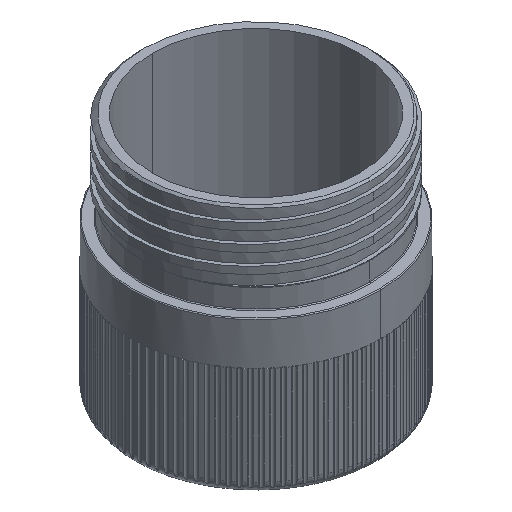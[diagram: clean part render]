
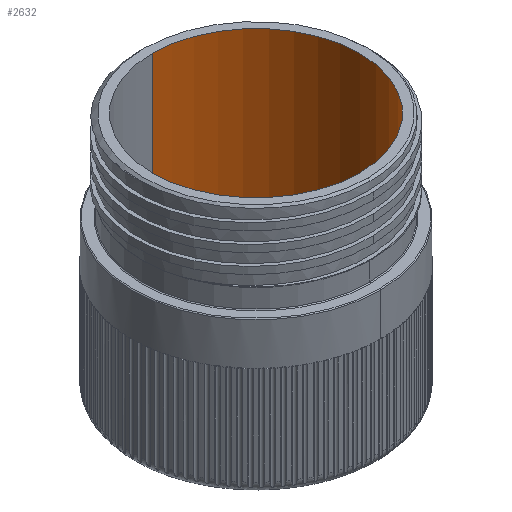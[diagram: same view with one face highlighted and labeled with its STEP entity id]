
A CAD part, isometric view. The second image highlights one B-rep face of the part: STEP entity #2632.
In plain terms, the highlighted cylindrical face has radius 15.85 mm (diameter 31.699 mm), a partial arc.
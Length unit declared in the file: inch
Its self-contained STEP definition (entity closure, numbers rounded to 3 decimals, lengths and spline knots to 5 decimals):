
#188 = AXIS2_PLACEMENT_3D ( 'NONE', #14529, #2661, #6782 ) ;
#951 = VERTEX_POINT ( 'NONE', #13004 ) ;
#1448 = EDGE_CURVE ( 'NONE', #14611, #951, #5495, .T. ) ;
#1544 = CYLINDRICAL_SURFACE ( 'NONE', #188, 0.624 ) ;
#1657 = EDGE_CURVE ( 'NONE', #9621, #951, #12482, .T. ) ;
#1783 = ORIENTED_EDGE ( 'NONE', *, *, #11954, .T. ) ;
#1926 = AXIS2_PLACEMENT_3D ( 'NONE', #11533, #7407, #12734 ) ;
#2632 = ADVANCED_FACE ( 'NONE', ( #9115 ), #1544, .F. ) ;
#2661 = DIRECTION ( 'NONE',  ( 0., 0., 1. ) ) ;
#3168 = DIRECTION ( 'NONE',  ( 0., 0., 1. ) ) ;
#5198 = LINE ( 'NONE', #6671, #16506 ) ;
#5495 = LINE ( 'NONE', #11950, #5896 ) ;
#5820 = CARTESIAN_POINT ( 'NONE',  ( 0., 0., 0.736 ) ) ;
#5896 = VECTOR ( 'NONE', #11781, 39.37008 ) ;
#6671 = CARTESIAN_POINT ( 'NONE',  ( 0., -0.624, 0.736 ) ) ;
#6782 = DIRECTION ( 'NONE',  ( 0., -1., 0. ) ) ;
#7407 = DIRECTION ( 'NONE',  ( 0., 0., 1. ) ) ;
#7886 = CARTESIAN_POINT ( 'NONE',  ( 0., 0.624, -0.523 ) ) ;
#7907 = VERTEX_POINT ( 'NONE', #11431 ) ;
#8023 = CARTESIAN_POINT ( 'NONE',  ( 0., -0.624, 0.736 ) ) ;
#8347 = ORIENTED_EDGE ( 'NONE', *, *, #1657, .T. ) ;
#8651 = ORIENTED_EDGE ( 'NONE', *, *, #16289, .F. ) ;
#9115 = FACE_OUTER_BOUND ( 'NONE', #12547, .T. ) ;
#9522 = DIRECTION ( 'NONE',  ( 0., -1., 0. ) ) ;
#9621 = VERTEX_POINT ( 'NONE', #8023 ) ;
#11431 = CARTESIAN_POINT ( 'NONE',  ( 0., -0.624, -0.523 ) ) ;
#11533 = CARTESIAN_POINT ( 'NONE',  ( 0., 0., -0.523 ) ) ;
#11781 = DIRECTION ( 'NONE',  ( 0., 0., 1. ) ) ;
#11950 = CARTESIAN_POINT ( 'NONE',  ( 0., 0.624, 0.736 ) ) ;
#11954 = EDGE_CURVE ( 'NONE', #7907, #9621, #5198, .T. ) ;
#12482 = CIRCLE ( 'NONE', #15527, 0.624 ) ;
#12547 = EDGE_LOOP ( 'NONE', ( #15815, #8651, #1783, #8347 ) ) ;
#12613 = CIRCLE ( 'NONE', #1926, 0.624 ) ;
#12734 = DIRECTION ( 'NONE',  ( 0., -1., 0. ) ) ;
#13004 = CARTESIAN_POINT ( 'NONE',  ( 0., 0.624, 0.736 ) ) ;
#14529 = CARTESIAN_POINT ( 'NONE',  ( 0., 0., 0.736 ) ) ;
#14611 = VERTEX_POINT ( 'NONE', #7886 ) ;
#15527 = AXIS2_PLACEMENT_3D ( 'NONE', #5820, #3168, #9522 ) ;
#15715 = DIRECTION ( 'NONE',  ( 0., 0., 1. ) ) ;
#15815 = ORIENTED_EDGE ( 'NONE', *, *, #1448, .F. ) ;
#16289 = EDGE_CURVE ( 'NONE', #7907, #14611, #12613, .T. ) ;
#16506 = VECTOR ( 'NONE', #15715, 39.37008 ) ;
